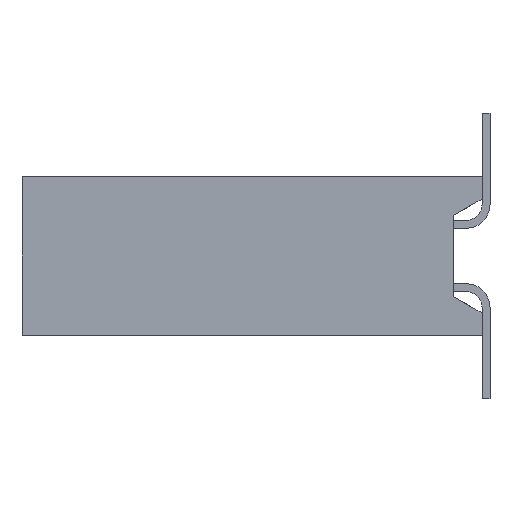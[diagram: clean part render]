
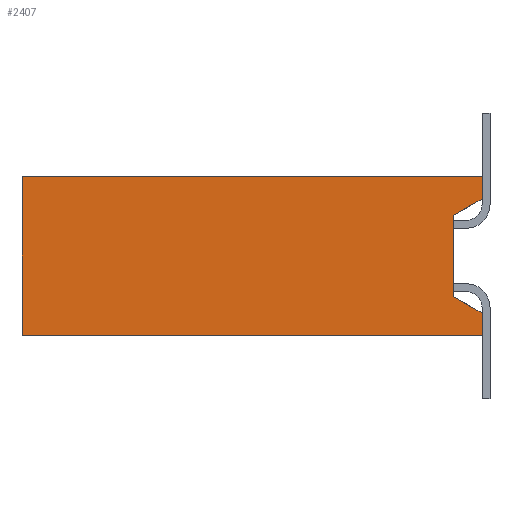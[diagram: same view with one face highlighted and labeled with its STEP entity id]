
A CAD part, left-side view. The second image highlights one B-rep face of the part: STEP entity #2407.
In plain terms, the highlighted planar face has unit normal (-1, 0, 0).
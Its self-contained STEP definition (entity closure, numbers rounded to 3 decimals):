
#148 = PLANE('',#149);
#149 = AXIS2_PLACEMENT_3D('',#150,#151,#152);
#150 = CARTESIAN_POINT('',(-2.54,7.366,1.27));
#151 = DIRECTION('',(0.,0.,-1.));
#152 = DIRECTION('',(-1.,0.,0.));
#289 = PLANE('',#290);
#290 = AXIS2_PLACEMENT_3D('',#291,#292,#293);
#291 = CARTESIAN_POINT('',(0.,0.,0.));
#292 = DIRECTION('',(0.,1.,0.));
#293 = DIRECTION('',(0.,-0.,1.));
#314 = VERTEX_POINT('',#315);
#315 = CARTESIAN_POINT('',(-2.54,0.,1.27));
#336 = EDGE_CURVE('',#337,#314,#339,.T.);
#337 = VERTEX_POINT('',#338);
#338 = CARTESIAN_POINT('',(-2.54,0.,0.914));
#339 = SURFACE_CURVE('',#340,(#344,#351),.PCURVE_S1.);
#340 = LINE('',#341,#342);
#341 = CARTESIAN_POINT('',(-2.54,0.,-1.27));
#342 = VECTOR('',#343,1.);
#343 = DIRECTION('',(0.,0.,1.));
#344 = PCURVE('',#289,#345);
#345 = DEFINITIONAL_REPRESENTATION('',(#346),#350);
#346 = LINE('',#347,#348);
#347 = CARTESIAN_POINT('',(-1.27,-2.54));
#348 = VECTOR('',#349,1.);
#349 = DIRECTION('',(1.,0.));
#350 = ( GEOMETRIC_REPRESENTATION_CONTEXT(2) 
PARAMETRIC_REPRESENTATION_CONTEXT() REPRESENTATION_CONTEXT('2D SPACE',''
  ) );
#351 = PCURVE('',#352,#357);
#352 = PLANE('',#353);
#353 = AXIS2_PLACEMENT_3D('',#354,#355,#356);
#354 = CARTESIAN_POINT('',(-2.54,7.366,-1.27));
#355 = DIRECTION('',(1.,0.,0.));
#356 = DIRECTION('',(0.,0.,-1.));
#357 = DEFINITIONAL_REPRESENTATION('',(#358),#362);
#358 = LINE('',#359,#360);
#359 = CARTESIAN_POINT('',(0.,-7.366));
#360 = VECTOR('',#361,1.);
#361 = DIRECTION('',(-1.,0.));
#362 = ( GEOMETRIC_REPRESENTATION_CONTEXT(2) 
PARAMETRIC_REPRESENTATION_CONTEXT() REPRESENTATION_CONTEXT('2D SPACE',''
  ) );
#378 = PLANE('',#379);
#379 = AXIS2_PLACEMENT_3D('',#380,#381,#382);
#380 = CARTESIAN_POINT('',(5.08,0.457,0.65));
#381 = DIRECTION('',(0.,-0.5,-0.866));
#382 = DIRECTION('',(0.,0.866,-0.5));
#444 = PLANE('',#445);
#445 = AXIS2_PLACEMENT_3D('',#446,#447,#448);
#446 = CARTESIAN_POINT('',(2.54,7.366,-1.27));
#447 = DIRECTION('',(0.,0.,1.));
#448 = DIRECTION('',(1.,0.,-0.));
#634 = PLANE('',#635);
#635 = AXIS2_PLACEMENT_3D('',#636,#637,#638);
#636 = CARTESIAN_POINT('',(0.,0.,0.));
#637 = DIRECTION('',(0.,1.,0.));
#638 = DIRECTION('',(0.,-0.,1.));
#659 = VERTEX_POINT('',#660);
#660 = CARTESIAN_POINT('',(-2.54,0.,-0.914));
#674 = PLANE('',#675);
#675 = AXIS2_PLACEMENT_3D('',#676,#677,#678);
#676 = CARTESIAN_POINT('',(5.08,0.,-0.914));
#677 = DIRECTION('',(0.,-0.5,0.866));
#678 = DIRECTION('',(0.,-0.866,-0.5));
#686 = EDGE_CURVE('',#687,#659,#689,.T.);
#687 = VERTEX_POINT('',#688);
#688 = CARTESIAN_POINT('',(-2.54,0.,-1.27));
#689 = SURFACE_CURVE('',#690,(#694,#701),.PCURVE_S1.);
#690 = LINE('',#691,#692);
#691 = CARTESIAN_POINT('',(-2.54,0.,-1.27));
#692 = VECTOR('',#693,1.);
#693 = DIRECTION('',(0.,0.,1.));
#694 = PCURVE('',#634,#695);
#695 = DEFINITIONAL_REPRESENTATION('',(#696),#700);
#696 = LINE('',#697,#698);
#697 = CARTESIAN_POINT('',(-1.27,-2.54));
#698 = VECTOR('',#699,1.);
#699 = DIRECTION('',(1.,0.));
#700 = ( GEOMETRIC_REPRESENTATION_CONTEXT(2) 
PARAMETRIC_REPRESENTATION_CONTEXT() REPRESENTATION_CONTEXT('2D SPACE',''
  ) );
#701 = PCURVE('',#352,#702);
#702 = DEFINITIONAL_REPRESENTATION('',(#703),#707);
#703 = LINE('',#704,#705);
#704 = CARTESIAN_POINT('',(0.,-7.366));
#705 = VECTOR('',#706,1.);
#706 = DIRECTION('',(-1.,0.));
#707 = ( GEOMETRIC_REPRESENTATION_CONTEXT(2) 
PARAMETRIC_REPRESENTATION_CONTEXT() REPRESENTATION_CONTEXT('2D SPACE',''
  ) );
#772 = PLANE('',#773);
#773 = AXIS2_PLACEMENT_3D('',#774,#775,#776);
#774 = CARTESIAN_POINT('',(5.08,0.457,-0.65));
#775 = DIRECTION('',(0.,-1.,0.));
#776 = DIRECTION('',(0.,0.,-1.));
#1088 = EDGE_CURVE('',#1089,#687,#1091,.T.);
#1089 = VERTEX_POINT('',#1090);
#1090 = CARTESIAN_POINT('',(-2.54,7.366,-1.27));
#1091 = SURFACE_CURVE('',#1092,(#1096,#1103),.PCURVE_S1.);
#1092 = LINE('',#1093,#1094);
#1093 = CARTESIAN_POINT('',(-2.54,7.366,-1.27));
#1094 = VECTOR('',#1095,1.);
#1095 = DIRECTION('',(0.,-1.,0.));
#1096 = PCURVE('',#444,#1097);
#1097 = DEFINITIONAL_REPRESENTATION('',(#1098),#1102);
#1098 = LINE('',#1099,#1100);
#1099 = CARTESIAN_POINT('',(-5.08,0.));
#1100 = VECTOR('',#1101,1.);
#1101 = DIRECTION('',(0.,-1.));
#1102 = ( GEOMETRIC_REPRESENTATION_CONTEXT(2) 
PARAMETRIC_REPRESENTATION_CONTEXT() REPRESENTATION_CONTEXT('2D SPACE',''
  ) );
#1103 = PCURVE('',#352,#1104);
#1104 = DEFINITIONAL_REPRESENTATION('',(#1105),#1109);
#1105 = LINE('',#1106,#1107);
#1106 = CARTESIAN_POINT('',(0.,0.));
#1107 = VECTOR('',#1108,1.);
#1108 = DIRECTION('',(0.,-1.));
#1109 = ( GEOMETRIC_REPRESENTATION_CONTEXT(2) 
PARAMETRIC_REPRESENTATION_CONTEXT() REPRESENTATION_CONTEXT('2D SPACE',''
  ) );
#1127 = PLANE('',#1128);
#1128 = AXIS2_PLACEMENT_3D('',#1129,#1130,#1131);
#1129 = CARTESIAN_POINT('',(0.,7.366,0.));
#1130 = DIRECTION('',(0.,1.,0.));
#1131 = DIRECTION('',(0.,-0.,1.));
#1212 = VERTEX_POINT('',#1213);
#1213 = CARTESIAN_POINT('',(-2.54,7.366,1.27));
#1234 = EDGE_CURVE('',#1212,#314,#1235,.T.);
#1235 = SURFACE_CURVE('',#1236,(#1240,#1247),.PCURVE_S1.);
#1236 = LINE('',#1237,#1238);
#1237 = CARTESIAN_POINT('',(-2.54,7.366,1.27));
#1238 = VECTOR('',#1239,1.);
#1239 = DIRECTION('',(0.,-1.,0.));
#1240 = PCURVE('',#148,#1241);
#1241 = DEFINITIONAL_REPRESENTATION('',(#1242),#1246);
#1242 = LINE('',#1243,#1244);
#1243 = CARTESIAN_POINT('',(0.,0.));
#1244 = VECTOR('',#1245,1.);
#1245 = DIRECTION('',(0.,-1.));
#1246 = ( GEOMETRIC_REPRESENTATION_CONTEXT(2) 
PARAMETRIC_REPRESENTATION_CONTEXT() REPRESENTATION_CONTEXT('2D SPACE',''
  ) );
#1247 = PCURVE('',#352,#1248);
#1248 = DEFINITIONAL_REPRESENTATION('',(#1249),#1253);
#1249 = LINE('',#1250,#1251);
#1250 = CARTESIAN_POINT('',(-2.54,0.));
#1251 = VECTOR('',#1252,1.);
#1252 = DIRECTION('',(0.,-1.));
#1253 = ( GEOMETRIC_REPRESENTATION_CONTEXT(2) 
PARAMETRIC_REPRESENTATION_CONTEXT() REPRESENTATION_CONTEXT('2D SPACE',''
  ) );
#1930 = VERTEX_POINT('',#1931);
#1931 = CARTESIAN_POINT('',(-2.54,0.457,0.65));
#1974 = EDGE_CURVE('',#337,#1930,#1975,.T.);
#1975 = SURFACE_CURVE('',#1976,(#1980,#1987),.PCURVE_S1.);
#1976 = LINE('',#1977,#1978);
#1977 = CARTESIAN_POINT('',(-2.54,6.47,-2.821));
#1978 = VECTOR('',#1979,1.);
#1979 = DIRECTION('',(0.,0.866,-0.5));
#1980 = PCURVE('',#378,#1981);
#1981 = DEFINITIONAL_REPRESENTATION('',(#1982),#1986);
#1982 = LINE('',#1983,#1984);
#1983 = CARTESIAN_POINT('',(6.943,-7.62));
#1984 = VECTOR('',#1985,1.);
#1985 = DIRECTION('',(1.,0.));
#1986 = ( GEOMETRIC_REPRESENTATION_CONTEXT(2) 
PARAMETRIC_REPRESENTATION_CONTEXT() REPRESENTATION_CONTEXT('2D SPACE',''
  ) );
#1987 = PCURVE('',#352,#1988);
#1988 = DEFINITIONAL_REPRESENTATION('',(#1989),#1993);
#1989 = LINE('',#1990,#1991);
#1990 = CARTESIAN_POINT('',(1.551,-0.896));
#1991 = VECTOR('',#1992,1.);
#1992 = DIRECTION('',(0.5,0.866));
#1993 = ( GEOMETRIC_REPRESENTATION_CONTEXT(2) 
PARAMETRIC_REPRESENTATION_CONTEXT() REPRESENTATION_CONTEXT('2D SPACE',''
  ) );
#2365 = VERTEX_POINT('',#2366);
#2366 = CARTESIAN_POINT('',(-2.54,0.457,-0.65));
#2387 = EDGE_CURVE('',#2365,#659,#2388,.T.);
#2388 = SURFACE_CURVE('',#2389,(#2393,#2400),.PCURVE_S1.);
#2389 = LINE('',#2390,#2391);
#2390 = CARTESIAN_POINT('',(-2.54,5.371,2.186));
#2391 = VECTOR('',#2392,1.);
#2392 = DIRECTION('',(0.,-0.866,-0.5));
#2393 = PCURVE('',#674,#2394);
#2394 = DEFINITIONAL_REPRESENTATION('',(#2395),#2399);
#2395 = LINE('',#2396,#2397);
#2396 = CARTESIAN_POINT('',(-6.201,-7.62));
#2397 = VECTOR('',#2398,1.);
#2398 = DIRECTION('',(1.,0.));
#2399 = ( GEOMETRIC_REPRESENTATION_CONTEXT(2) 
PARAMETRIC_REPRESENTATION_CONTEXT() REPRESENTATION_CONTEXT('2D SPACE',''
  ) );
#2400 = PCURVE('',#352,#2401);
#2401 = DEFINITIONAL_REPRESENTATION('',(#2402),#2406);
#2402 = LINE('',#2403,#2404);
#2403 = CARTESIAN_POINT('',(-3.456,-1.995));
#2404 = VECTOR('',#2405,1.);
#2405 = DIRECTION('',(0.5,-0.866));
#2406 = ( GEOMETRIC_REPRESENTATION_CONTEXT(2) 
PARAMETRIC_REPRESENTATION_CONTEXT() REPRESENTATION_CONTEXT('2D SPACE',''
  ) );
#2407 = ADVANCED_FACE('',(#2408),#352,.F.);
#2408 = FACE_BOUND('',#2409,.T.);
#2409 = EDGE_LOOP('',(#2410,#2411,#2412,#2413,#2434,#2435,#2436,#2437));
#2410 = ORIENTED_EDGE('',*,*,#1974,.F.);
#2411 = ORIENTED_EDGE('',*,*,#336,.T.);
#2412 = ORIENTED_EDGE('',*,*,#1234,.F.);
#2413 = ORIENTED_EDGE('',*,*,#2414,.F.);
#2414 = EDGE_CURVE('',#1089,#1212,#2415,.T.);
#2415 = SURFACE_CURVE('',#2416,(#2420,#2427),.PCURVE_S1.);
#2416 = LINE('',#2417,#2418);
#2417 = CARTESIAN_POINT('',(-2.54,7.366,-1.27));
#2418 = VECTOR('',#2419,1.);
#2419 = DIRECTION('',(0.,0.,1.));
#2420 = PCURVE('',#352,#2421);
#2421 = DEFINITIONAL_REPRESENTATION('',(#2422),#2426);
#2422 = LINE('',#2423,#2424);
#2423 = CARTESIAN_POINT('',(0.,0.));
#2424 = VECTOR('',#2425,1.);
#2425 = DIRECTION('',(-1.,0.));
#2426 = ( GEOMETRIC_REPRESENTATION_CONTEXT(2) 
PARAMETRIC_REPRESENTATION_CONTEXT() REPRESENTATION_CONTEXT('2D SPACE',''
  ) );
#2427 = PCURVE('',#1127,#2428);
#2428 = DEFINITIONAL_REPRESENTATION('',(#2429),#2433);
#2429 = LINE('',#2430,#2431);
#2430 = CARTESIAN_POINT('',(-1.27,-2.54));
#2431 = VECTOR('',#2432,1.);
#2432 = DIRECTION('',(1.,0.));
#2433 = ( GEOMETRIC_REPRESENTATION_CONTEXT(2) 
PARAMETRIC_REPRESENTATION_CONTEXT() REPRESENTATION_CONTEXT('2D SPACE',''
  ) );
#2434 = ORIENTED_EDGE('',*,*,#1088,.T.);
#2435 = ORIENTED_EDGE('',*,*,#686,.T.);
#2436 = ORIENTED_EDGE('',*,*,#2387,.F.);
#2437 = ORIENTED_EDGE('',*,*,#2438,.F.);
#2438 = EDGE_CURVE('',#1930,#2365,#2439,.T.);
#2439 = SURFACE_CURVE('',#2440,(#2444,#2451),.PCURVE_S1.);
#2440 = LINE('',#2441,#2442);
#2441 = CARTESIAN_POINT('',(-2.54,0.457,-1.27));
#2442 = VECTOR('',#2443,1.);
#2443 = DIRECTION('',(0.,0.,-1.));
#2444 = PCURVE('',#352,#2445);
#2445 = DEFINITIONAL_REPRESENTATION('',(#2446),#2450);
#2446 = LINE('',#2447,#2448);
#2447 = CARTESIAN_POINT('',(0.,-6.909));
#2448 = VECTOR('',#2449,1.);
#2449 = DIRECTION('',(1.,0.));
#2450 = ( GEOMETRIC_REPRESENTATION_CONTEXT(2) 
PARAMETRIC_REPRESENTATION_CONTEXT() REPRESENTATION_CONTEXT('2D SPACE',''
  ) );
#2451 = PCURVE('',#772,#2452);
#2452 = DEFINITIONAL_REPRESENTATION('',(#2453),#2457);
#2453 = LINE('',#2454,#2455);
#2454 = CARTESIAN_POINT('',(0.62,-7.62));
#2455 = VECTOR('',#2456,1.);
#2456 = DIRECTION('',(1.,0.));
#2457 = ( GEOMETRIC_REPRESENTATION_CONTEXT(2) 
PARAMETRIC_REPRESENTATION_CONTEXT() REPRESENTATION_CONTEXT('2D SPACE',''
  ) );
